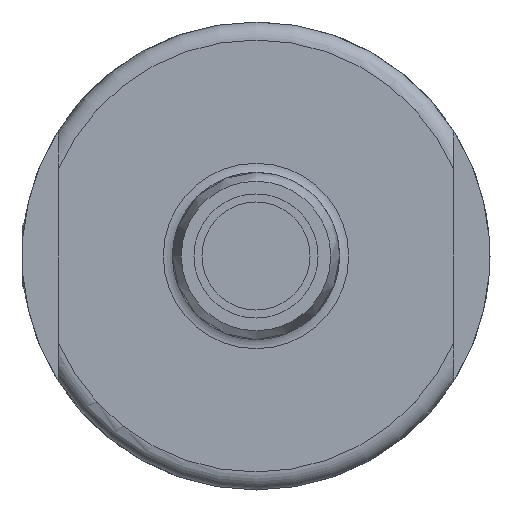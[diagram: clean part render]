
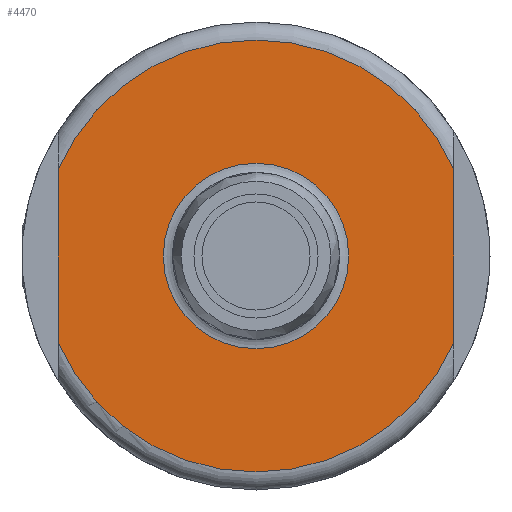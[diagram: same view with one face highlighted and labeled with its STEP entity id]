
A CAD part, left-side view. The second image highlights one B-rep face of the part: STEP entity #4470.
In plain terms, the highlighted planar face has unit normal (-1, 0, 0).
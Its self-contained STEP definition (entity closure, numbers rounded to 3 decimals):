
#156=PLANE('',#5095);
#214=FACE_BOUND('',#1422,.T.);
#573=LINE('',#15977,#751);
#574=LINE('',#15978,#752);
#751=VECTOR('',#6402,1000.);
#752=VECTOR('',#6403,1000.);
#1127=FACE_OUTER_BOUND('',#1421,.T.);
#1421=EDGE_LOOP('',(#4179,#4180,#4181,#4182));
#1422=EDGE_LOOP('',(#4183,#4184));
#1705=CIRCLE('',#5031,12.);
#1747=CIRCLE('',#5087,5.15);
#1748=CIRCLE('',#5088,5.15);
#1749=CIRCLE('',#5090,12.);
#2193=VERTEX_POINT('',#15781);
#2194=VERTEX_POINT('',#15794);
#2232=VERTEX_POINT('',#15939);
#2233=VERTEX_POINT('',#15941);
#2234=VERTEX_POINT('',#15945);
#2235=VERTEX_POINT('',#15958);
#2826=EDGE_CURVE('',#2194,#2193,#1705,.T.);
#2882=EDGE_CURVE('',#2232,#2233,#1747,.T.);
#2883=EDGE_CURVE('',#2233,#2232,#1748,.T.);
#2885=EDGE_CURVE('',#2235,#2234,#1749,.T.);
#2887=EDGE_CURVE('',#2234,#2194,#573,.T.);
#2888=EDGE_CURVE('',#2193,#2235,#574,.T.);
#4179=ORIENTED_EDGE('',*,*,#2885,.T.);
#4180=ORIENTED_EDGE('',*,*,#2887,.T.);
#4181=ORIENTED_EDGE('',*,*,#2826,.T.);
#4182=ORIENTED_EDGE('',*,*,#2888,.T.);
#4183=ORIENTED_EDGE('',*,*,#2883,.F.);
#4184=ORIENTED_EDGE('',*,*,#2882,.F.);
#4470=ADVANCED_FACE('',(#1127,#214),#156,.F.);
#5031=AXIS2_PLACEMENT_3D('',#15795,#6259,#6260);
#5087=AXIS2_PLACEMENT_3D('',#15942,#6384,#6385);
#5088=AXIS2_PLACEMENT_3D('',#15943,#6386,#6387);
#5090=AXIS2_PLACEMENT_3D('',#15959,#6390,#6391);
#5095=AXIS2_PLACEMENT_3D('',#15976,#6400,#6401);
#6259=DIRECTION('center_axis',(-1.,0.,0.));
#6260=DIRECTION('ref_axis',(0.,0.,-1.));
#6384=DIRECTION('center_axis',(-1.,0.,0.));
#6385=DIRECTION('ref_axis',(0.,0.,-1.));
#6386=DIRECTION('center_axis',(-1.,0.,0.));
#6387=DIRECTION('ref_axis',(0.,0.,-1.));
#6390=DIRECTION('center_axis',(-1.,0.,0.));
#6391=DIRECTION('ref_axis',(0.,0.,-1.));
#6400=DIRECTION('center_axis',(1.,0.,0.));
#6401=DIRECTION('ref_axis',(0.,0.,
1.));
#6402=DIRECTION('',(0.,0.,-1.));
#6403=DIRECTION('',(0.,0.,1.));
#15781=CARTESIAN_POINT('',(-9.3,-11.,-4.796));
#15794=CARTESIAN_POINT('',(-9.3,11.,-4.796));
#15795=CARTESIAN_POINT('Origin',(-9.3,0.,
0.));
#15939=CARTESIAN_POINT('',(-9.3,0.,5.15));
#15941=CARTESIAN_POINT('',(-9.3,0.,-5.15));
#15942=CARTESIAN_POINT('Origin',(-9.3,0.,
0.));
#15943=CARTESIAN_POINT('Origin',(-9.3,0.,
0.));
#15945=CARTESIAN_POINT('',(-9.3,11.,4.796));
#15958=CARTESIAN_POINT('',(-9.3,-11.,4.796));
#15959=CARTESIAN_POINT('Origin',(-9.3,0.,
0.));
#15976=CARTESIAN_POINT('Origin',(-9.3,-5.15,0.));
#15977=CARTESIAN_POINT('',(-9.3,11.,0.));
#15978=CARTESIAN_POINT('',(-9.3,-11.,0.));
